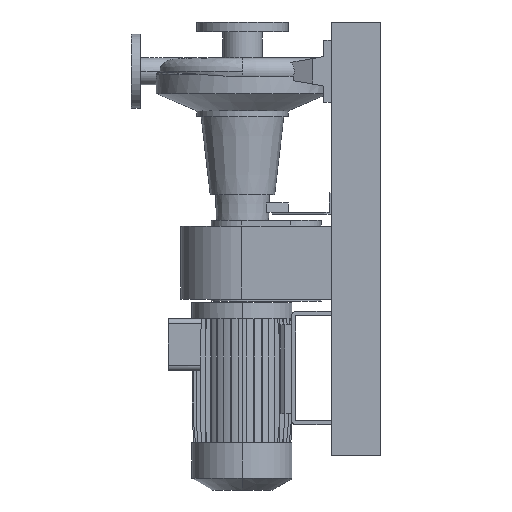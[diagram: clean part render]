
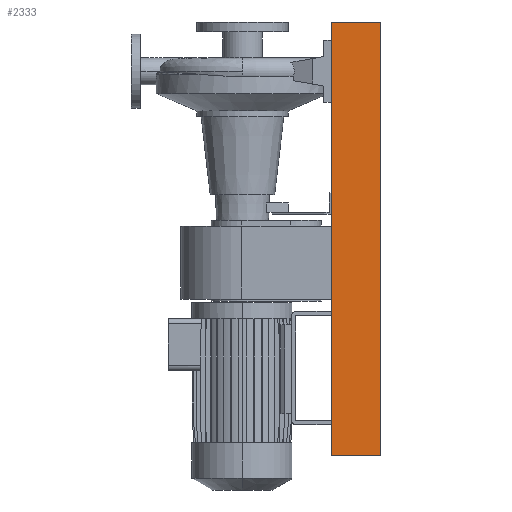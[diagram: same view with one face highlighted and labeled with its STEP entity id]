
A CAD part, left-side view. The second image highlights one B-rep face of the part: STEP entity #2333.
In plain terms, the highlighted planar face has unit normal (-1, 0, 0).
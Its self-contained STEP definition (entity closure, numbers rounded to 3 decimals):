
#187 = VERTEX_POINT ( 'NONE', #18806 ) ;
#903 = LINE ( 'NONE', #5366, #2490 ) ;
#1588 = AXIS2_PLACEMENT_3D ( 'NONE', #14785, #16253, #17967 ) ;
#2333 = ADVANCED_FACE ( 'NONE', ( #9818 ), #13485, .T. ) ;
#2490 = VECTOR ( 'NONE', #11795, 1000. ) ;
#3861 = CARTESIAN_POINT ( 'NONE',  ( -175., 50., -440. ) ) ;
#4481 = VERTEX_POINT ( 'NONE', #10938 ) ;
#5366 = CARTESIAN_POINT ( 'NONE',  ( -175., -50., -440. ) ) ;
#5455 = LINE ( 'NONE', #3861, #19751 ) ;
#5697 = EDGE_CURVE ( 'NONE', #4481, #187, #903, .T. ) ;
#5980 = ORIENTED_EDGE ( 'NONE', *, *, #12926, .F. ) ;
#6036 = ORIENTED_EDGE ( 'NONE', *, *, #13557, .F. ) ;
#8795 = CARTESIAN_POINT ( 'NONE',  ( -175., -50., 440. ) ) ;
#8946 = VECTOR ( 'NONE', #18873, 1000. ) ;
#9117 = DIRECTION ( 'NONE',  ( 0., -1., 0. ) ) ;
#9818 = FACE_OUTER_BOUND ( 'NONE', #18619, .T. ) ;
#10090 = DIRECTION ( 'NONE',  ( 0., 0., 1. ) ) ;
#10469 = LINE ( 'NONE', #8795, #17730 ) ;
#10938 = CARTESIAN_POINT ( 'NONE',  ( -175., -50., -440. ) ) ;
#11677 = CARTESIAN_POINT ( 'NONE',  ( -175., 50., 440. ) ) ;
#11795 = DIRECTION ( 'NONE',  ( 0., 0., 1. ) ) ;
#12926 = EDGE_CURVE ( 'NONE', #20143, #16180, #5455, .T. ) ;
#13060 = EDGE_CURVE ( 'NONE', #20143, #4481, #15683, .T. ) ;
#13485 = PLANE ( 'NONE',  #1588 ) ;
#13557 = EDGE_CURVE ( 'NONE', #16180, #187, #10469, .T. ) ;
#14262 = ORIENTED_EDGE ( 'NONE', *, *, #13060, .T. ) ;
#14785 = CARTESIAN_POINT ( 'NONE',  ( -175., -50., -440. ) ) ;
#15683 = LINE ( 'NONE', #17063, #8946 ) ;
#16180 = VERTEX_POINT ( 'NONE', #11677 ) ;
#16253 = DIRECTION ( 'NONE',  ( -1., 0., 0. ) ) ;
#16276 = ORIENTED_EDGE ( 'NONE', *, *, #5697, .T. ) ;
#17063 = CARTESIAN_POINT ( 'NONE',  ( -175., -50., -440. ) ) ;
#17730 = VECTOR ( 'NONE', #9117, 1000. ) ;
#17967 = DIRECTION ( 'NONE',  ( 0., 0., 1. ) ) ;
#18619 = EDGE_LOOP ( 'NONE', ( #6036, #5980, #14262, #16276 ) ) ;
#18806 = CARTESIAN_POINT ( 'NONE',  ( -175., -50., 440. ) ) ;
#18873 = DIRECTION ( 'NONE',  ( 0., -1., 0. ) ) ;
#19751 = VECTOR ( 'NONE', #10090, 1000. ) ;
#20143 = VERTEX_POINT ( 'NONE', #20404 ) ;
#20404 = CARTESIAN_POINT ( 'NONE',  ( -175., 50., -440. ) ) ;
